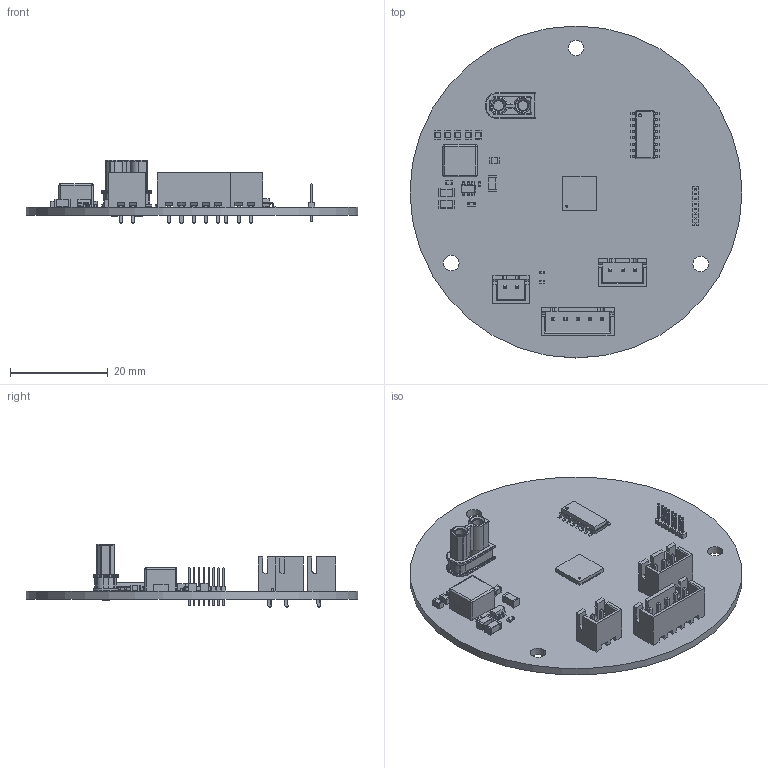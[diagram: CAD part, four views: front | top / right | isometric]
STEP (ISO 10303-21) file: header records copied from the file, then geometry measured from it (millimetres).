
FILE_DESCRIPTION(('KiCad electronic assembly'),'2;1');
FILE_NAME('carte_lidar.step','2024-12-08T15:47:58',('Pcbnew'),('Kicad'), 'Open CASCADE STEP processor 7.7','KiCad to STEP converter','Unknown' );
FILE_SCHEMA(('AUTOMOTIVE_DESIGN { 1 0 10303 214 1 1 1 1 }'));
Length unit declared in the file: millimetre
Products named in the file (28): carte_lidar 1; SOT-23-6; SOT_23_6; C_0805_2012Metric; QFN-56-1EP_7x7mm_P0.4mm_EP3.2x3.2mm; QFN_56_1EP_7x7mm_P04mm_EP32x32mm; JST_XH_B5B-XH-A_1x05_P2.50mm_Vertical; JST_B5B_XH_A; SOIC-16_3.9x9.9mm_P1.27mm; SOIC_16_39x99mm_P127mm; C_0402_1005Metric; C_1206_3216Metric; JST_XH_B2B-XH-A_1x02_P2.50mm_Vertical; JST_B2B_XH_A; Amass_XT30UPB-F; ASSEMBLY; PinHeader_1x08_P1.00mm_Vertical; PinHeader_1x08_P100mm_Vertical; R_0603_1608Metric; JST_XH_B3B-XH-A_1x03_P2.50mm_Vertical; JST_B3B_XH_A; L_Sunlord_MWSA0605S; CQ assembly; carte_lidar_PCB
Assembly tree (37 placements, depth 3):
  carte_lidar 1
    SOT-23-6
      SOT_23_6
    C_0805_2012Metric  x6
      C_0805_2012Metric
    QFN-56-1EP_7x7mm_P0.4mm_EP3.2x3.2mm
      QFN_56_1EP_7x7mm_P04mm_EP32x32mm
    JST_XH_B5B-XH-A_1x05_P2.50mm_Vertical
      JST_B5B_XH_A
    SOIC-16_3.9x9.9mm_P1.27mm
      SOIC_16_39x99mm_P127mm
    C_0402_1005Metric  x3
      C_0402_1005Metric
    C_1206_3216Metric  x3
      C_1206_3216Metric
    JST_XH_B2B-XH-A_1x02_P2.50mm_Vertical
      JST_B2B_XH_A
    Amass_XT30UPB-F
      ASSEMBLY
    PinHeader_1x08_P1.00mm_Vertical
      PinHeader_1x08_P100mm_Vertical
    R_0603_1608Metric  x2
      R_0603_1608Metric
    JST_XH_B3B-XH-A_1x03_P2.50mm_Vertical
      JST_B3B_XH_A
    L_Sunlord_MWSA0605S
      CQ assembly
    carte_lidar_PCB
Bounding box: 68 x 68 x 13 mm (x, y, z)
Volume: 7005.8 mm3; surface area: 11002.1 mm2
Topology: 28 solids, 28 shells, 1936 faces, 5080 edges, 3251 vertices
Faces by surface type: plane 1446, cylinder 368, bspline 70, torus 30, sphere 12, revolution 6, cone 4
Full cylindrical faces by diameter (mm): 0.4 x1, 0.5 x8, 0.6 x1, 0.95 x8, 1 x2, 1.5 x2, 2 x2, 2.4 x4, 2.7 x2, 3.2 x3, 68 x1
Entity records: 58957 total; most frequent: CARTESIAN_POINT 9839, ORIENTED_EDGE 8696, DIRECTION 8088, EDGE_CURVE 4348, LINE 3718, VECTOR 3718, VERTEX_POINT 2775, AXIS2_PLACEMENT_3D 2182
